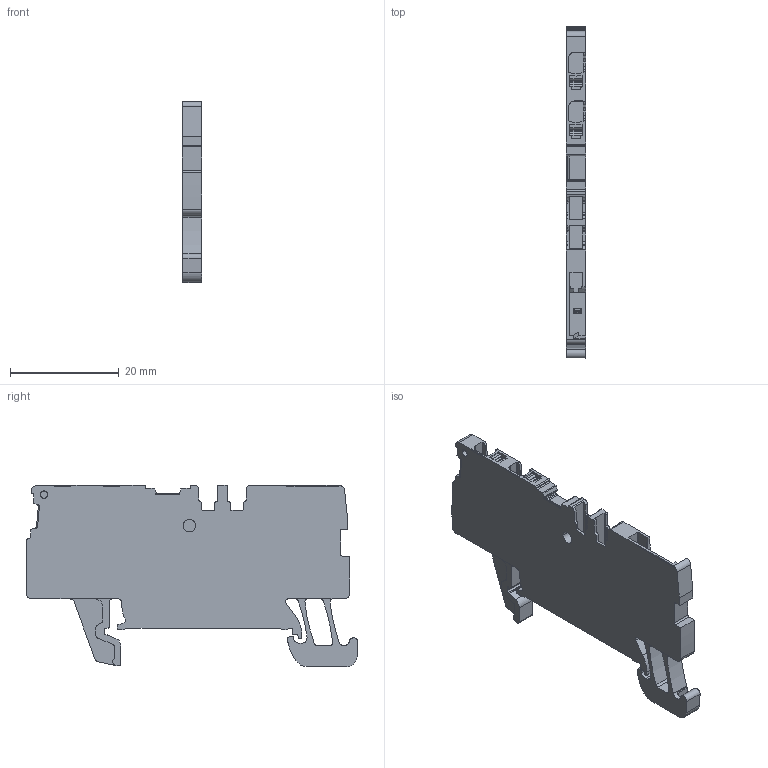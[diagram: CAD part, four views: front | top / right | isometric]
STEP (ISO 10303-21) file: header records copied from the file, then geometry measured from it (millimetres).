
FILE_DESCRIPTION(('CATIA V5 STEP Exchange','CAx-IF Rec.Pracs.--- Model Styling and Organization---1.4--- 2014-01-23'),'2;1');
FILE_NAME ('D1462742_0', '2018-11-15T09:39:55+00:00', ('none'), ('Weidmueller'), 'CATIA Version 5-6 Release 2016 SP3 HF44', 'CATIA V5 STEP AP214', 'none');
FILE_SCHEMA(('AUTOMOTIVE_DESIGN { 1 0 10303 214 1 1 1 1 }'));
Length unit declared in the file: millimetre
Products named in the file (1): v5-standard_part
Bounding box: 3.5 x 61.08 x 33.35 mm (x, y, z)
Volume: 4249.4 mm3; surface area: 5373.1 mm2
Topology: 4 solids, 4 shells, 722 faces, 2007 edges, 1293 vertices
Faces by surface type: plane 373, cylinder 313, torus 12, extrusion 8, sphere 8, cone 4, bspline 4
Entity records: 22405 total; most frequent: CARTESIAN_POINT 4779, ORIENTED_EDGE 4002, DIRECTION 2966, EDGE_CURVE 2001, VECTOR 1323, LINE 1315, VERTEX_POINT 1293, AXIS2_PLACEMENT_3D 1101
